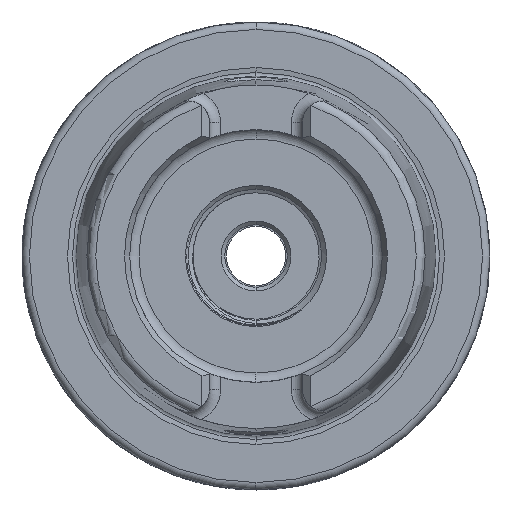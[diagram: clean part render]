
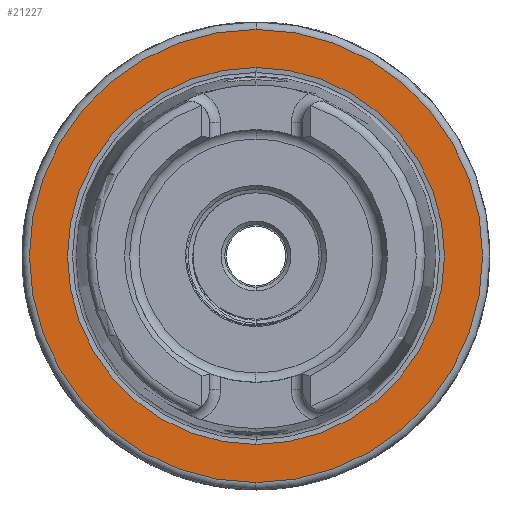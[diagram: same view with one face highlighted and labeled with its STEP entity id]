
A CAD part, left-side view. The second image highlights one B-rep face of the part: STEP entity #21227.
In plain terms, the highlighted planar face has unit normal (-1, 0, 0).
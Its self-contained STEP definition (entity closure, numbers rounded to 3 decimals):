
#1492 = CARTESIAN_POINT ( 'NONE',  ( 0., 0., 0. ) ) ;
#1556 = DIRECTION ( 'NONE',  ( 1., 0., 0. ) ) ;
#1611 = DIRECTION ( 'NONE',  ( 0., 0., -1. ) ) ;
#2276 = CARTESIAN_POINT ( 'NONE',  ( 0., 0., -25.369 ) ) ;
#4954 = AXIS2_PLACEMENT_3D ( 'NONE', #7900, #7936, #7937 ) ;
#5767 = AXIS2_PLACEMENT_3D ( 'NONE', #1492, #1556, #1611 ) ;
#6103 = EDGE_CURVE ( 'NONE', #14249, #14207, #20734, .T. ) ;
#6119 = EDGE_CURVE ( 'NONE', #14250, #10893, #20699, .T. ) ;
#6325 = EDGE_CURVE ( 'NONE', #14207, #14249, #20881, .T. ) ;
#6387 = EDGE_CURVE ( 'NONE', #10893, #14250, #19883, .T. ) ;
#6499 = AXIS2_PLACEMENT_3D ( 'NONE', #7142, #7144, #7155 ) ;
#6504 = AXIS2_PLACEMENT_3D ( 'NONE', #7029, #7017, #7013 ) ;
#6573 = AXIS2_PLACEMENT_3D ( 'NONE', #12593, #12592, #12584 ) ;
#7013 = DIRECTION ( 'NONE',  ( 0., 0., 1. ) ) ;
#7017 = DIRECTION ( 'NONE',  ( -1., 0., 0. ) ) ;
#7029 = CARTESIAN_POINT ( 'NONE',  ( 0., 0., 0. ) ) ;
#7142 = CARTESIAN_POINT ( 'NONE',  ( 0., 0., 0. ) ) ;
#7144 = DIRECTION ( 'NONE',  ( 1., 0., 0. ) ) ;
#7155 = DIRECTION ( 'NONE',  ( 0., 0., -1. ) ) ;
#7900 = CARTESIAN_POINT ( 'NONE',  ( 0., 25.369, 0. ) ) ;
#7935 = PLANE ( 'NONE',  #4954 ) ;
#7936 = DIRECTION ( 'NONE',  ( -1., 0., 0. ) ) ;
#7937 = DIRECTION ( 'NONE',  ( 0., 0., 1. ) ) ;
#9980 = CARTESIAN_POINT ( 'NONE',  ( 0., 0., -30.5 ) ) ;
#10062 = CARTESIAN_POINT ( 'NONE',  ( 0., 0., 25.369 ) ) ;
#10067 = CARTESIAN_POINT ( 'NONE',  ( 0., 0., 30.5 ) ) ;
#10893 = VERTEX_POINT ( 'NONE', #2276 ) ;
#12584 = DIRECTION ( 'NONE',  ( 0., 0., 1. ) ) ;
#12592 = DIRECTION ( 'NONE',  ( -1., 0., 0. ) ) ;
#12593 = CARTESIAN_POINT ( 'NONE',  ( 0., 0., 0. ) ) ;
#14207 = VERTEX_POINT ( 'NONE', #9980 ) ;
#14249 = VERTEX_POINT ( 'NONE', #10067 ) ;
#14250 = VERTEX_POINT ( 'NONE', #10062 ) ;
#19883 = CIRCLE ( 'NONE', #5767, 25.369 ) ;
#20341 = FACE_BOUND ( 'NONE', #21889, .T. ) ;
#20356 = FACE_OUTER_BOUND ( 'NONE', #21942, .T. ) ;
#20699 = CIRCLE ( 'NONE', #6499, 25.369 ) ;
#20734 = CIRCLE ( 'NONE', #6504, 30.5 ) ;
#20881 = CIRCLE ( 'NONE', #6573, 30.5 ) ;
#21227 = ADVANCED_FACE ( 'NONE', ( #20356, #20341 ), #7935, .T. ) ;
#21889 = EDGE_LOOP ( 'NONE', ( #22394, #22378 ) ) ;
#21942 = EDGE_LOOP ( 'NONE', ( #22348, #22391 ) ) ;
#22348 = ORIENTED_EDGE ( 'NONE', *, *, #6103, .T. ) ;
#22378 = ORIENTED_EDGE ( 'NONE', *, *, #6387, .T. ) ;
#22391 = ORIENTED_EDGE ( 'NONE', *, *, #6325, .T. ) ;
#22394 = ORIENTED_EDGE ( 'NONE', *, *, #6119, .T. ) ;
